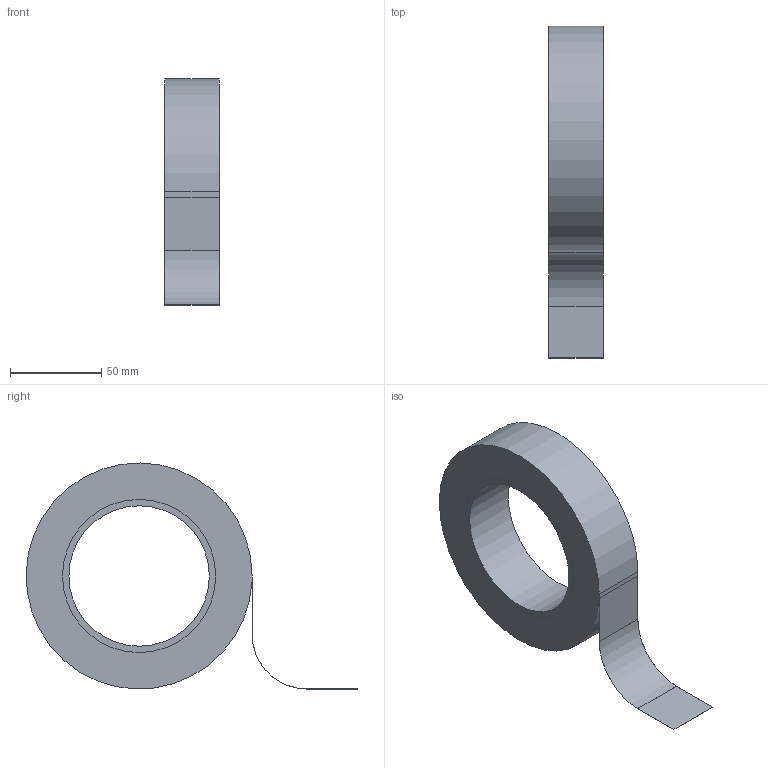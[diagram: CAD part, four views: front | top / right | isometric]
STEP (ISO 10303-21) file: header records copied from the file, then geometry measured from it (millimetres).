
FILE_DESCRIPTION( ( 'Unknown' ), '1' );
FILE_NAME( '33030.stp', 'Unknown', ( 'Unknown' ), ( 'Unknown' ), 'XStep 1.0', 'Unknown', ' ' );
FILE_SCHEMA( ( 'automotive_design' ) );
Length unit declared in the file: millimetre
Products named in the file (3): Assem1; Rolle; Tape
Bounding box: 30 x 181.98 x 124 mm (x, y, z)
Volume: 445589.8 mm3; surface area: 111779 mm2
Topology: 4 solids, 4 shells, 30 faces, 66 edges, 44 vertices
Faces by surface type: plane 18, cylinder 12
Full cylindrical faces by diameter (mm): 77 x2, 84 x4
Entity records: 552 total; most frequent: DIRECTION 78, CARTESIAN_POINT 70, ORIENTED_EDGE 60, AXIS2_PLACEMENT_3D 30, EDGE_CURVE 30, EDGE_LOOP 22, VERTEX_POINT 22, FACE_OUTER_BOUND 18
